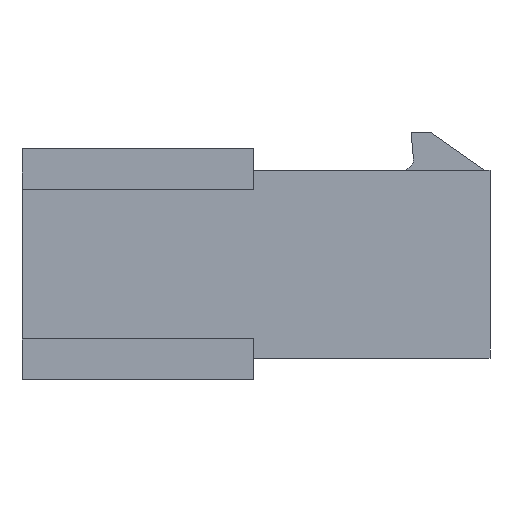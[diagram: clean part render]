
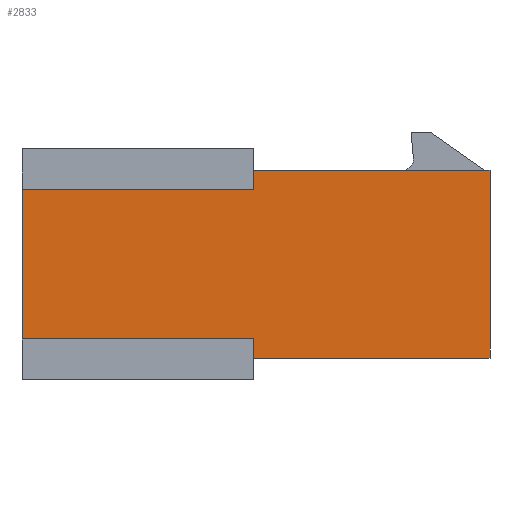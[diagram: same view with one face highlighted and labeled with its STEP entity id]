
A CAD part, left-side view. The second image highlights one B-rep face of the part: STEP entity #2833.
In plain terms, the highlighted planar face has unit normal (-1, 0, 0).
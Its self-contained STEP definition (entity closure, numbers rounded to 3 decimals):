
#1=DIRECTION('',(0.,0.,1.));
#2=VECTOR('',#1,6.9);
#3=CARTESIAN_POINT('',(-3.425,0.,-3.45));
#4=LINE('',#3,#2);
#97=DIRECTION('',(0.,0.,1.));
#98=VECTOR('',#97,0.7);
#99=CARTESIAN_POINT('',(-3.425,8.7,-3.45));
#100=LINE('',#99,#98);
#101=DIRECTION('',(0.,-1.,0.));
#102=VECTOR('',#101,8.5);
#103=CARTESIAN_POINT('',(-3.425,17.2,-2.75));
#104=LINE('',#103,#102);
#105=DIRECTION('',(0.,-1.,0.));
#106=VECTOR('',#105,8.5);
#107=CARTESIAN_POINT('',(-3.425,17.2,2.75));
#108=LINE('',#107,#106);
#109=DIRECTION('',(0.,0.,1.));
#110=VECTOR('',#109,0.7);
#111=CARTESIAN_POINT('',(-3.425,8.7,2.75));
#112=LINE('',#111,#110);
#113=DIRECTION('',(0.,1.,0.));
#114=VECTOR('',#113,8.7);
#115=CARTESIAN_POINT('',(-3.425,0.,-3.45));
#116=LINE('',#115,#114);
#301=DIRECTION('',(0.,0.,1.));
#302=VECTOR('',#301,5.5);
#303=CARTESIAN_POINT('',(-3.425,17.2,-2.75));
#304=LINE('',#303,#302);
#421=DIRECTION('',(0.,1.,0.));
#422=VECTOR('',#421,8.7);
#423=CARTESIAN_POINT('',(-3.425,0.,3.45));
#424=LINE('',#423,#422);
#2079=CARTESIAN_POINT('',(-3.425,0.,-3.45));
#2080=CARTESIAN_POINT('',(-3.425,0.,3.45));
#2081=VERTEX_POINT('',#2079);
#2082=VERTEX_POINT('',#2080);
#2105=CARTESIAN_POINT('',(-3.425,8.7,-3.45));
#2106=CARTESIAN_POINT('',(-3.425,8.7,-2.75));
#2107=VERTEX_POINT('',#2105);
#2108=VERTEX_POINT('',#2106);
#2113=CARTESIAN_POINT('',(-3.425,8.7,3.45));
#2114=VERTEX_POINT('',#2113);
#2131=CARTESIAN_POINT('',(-3.425,8.7,2.75));
#2132=VERTEX_POINT('',#2131);
#2133=CARTESIAN_POINT('',(-3.425,17.2,-2.75));
#2134=VERTEX_POINT('',#2133);
#2135=CARTESIAN_POINT('',(-3.425,17.2,2.75));
#2136=VERTEX_POINT('',#2135);
#2811=CARTESIAN_POINT('',(-3.425,0.,-3.45));
#2812=DIRECTION('',(-1.,0.,0.));
#2813=DIRECTION('',(0.,0.,1.));
#2814=AXIS2_PLACEMENT_3D('',#2811,#2812,#2813);
#2815=PLANE('',#2814);
#2817=ORIENTED_EDGE('',*,*,#2816,.T.);
#2819=ORIENTED_EDGE('',*,*,#2818,.F.);
#2821=ORIENTED_EDGE('',*,*,#2820,.T.);
#2823=ORIENTED_EDGE('',*,*,#2822,.T.);
#2825=ORIENTED_EDGE('',*,*,#2824,.T.);
#2827=ORIENTED_EDGE('',*,*,#2826,.F.);
#2828=ORIENTED_EDGE('',*,*,#2752,.F.);
#2830=ORIENTED_EDGE('',*,*,#2829,.T.);
#2831=EDGE_LOOP('',(#2817,#2819,#2821,#2823,#2825,#2827,#2828,#2830));
#2832=FACE_OUTER_BOUND('',#2831,.F.);
#2752=EDGE_CURVE('',#2081,#2082,#4,.T.);
#2816=EDGE_CURVE('',#2107,#2108,#100,.T.);
#2818=EDGE_CURVE('',#2134,#2108,#104,.T.);
#2820=EDGE_CURVE('',#2134,#2136,#304,.T.);
#2822=EDGE_CURVE('',#2136,#2132,#108,.T.);
#2824=EDGE_CURVE('',#2132,#2114,#112,.T.);
#2826=EDGE_CURVE('',#2082,#2114,#424,.T.);
#2829=EDGE_CURVE('',#2081,#2107,#116,.T.);
#2833=ADVANCED_FACE('',(#2832),#2815,.T.);
